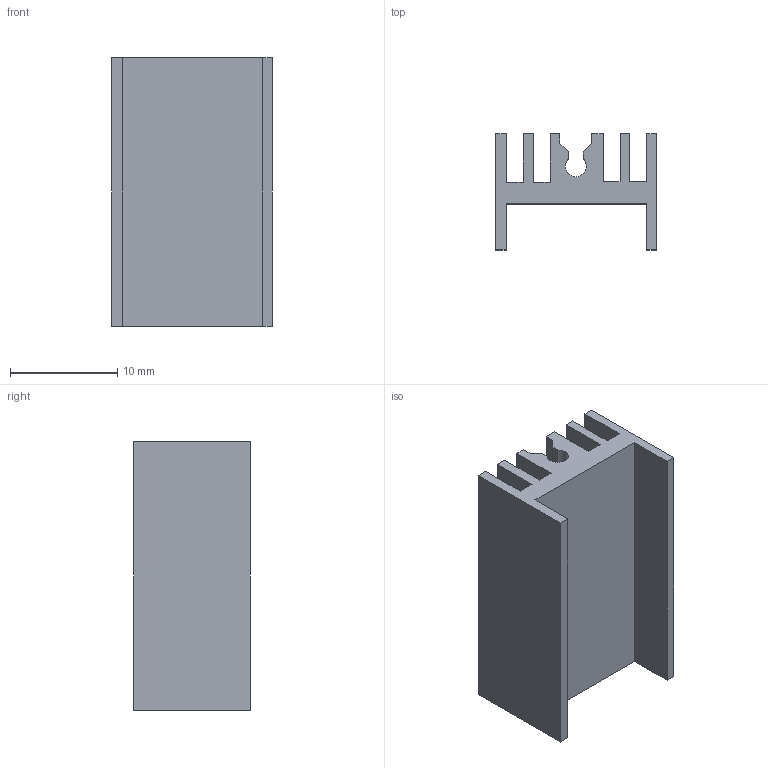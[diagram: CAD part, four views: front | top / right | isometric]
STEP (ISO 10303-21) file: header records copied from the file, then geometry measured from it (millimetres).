
FILE_DESCRIPTION(('STEP AP214'),'1');
FILE_NAME('Heatsink-15mmX10mmX25mm.stp','2021-04-20T19:18:45',(' '),(' '),'Spatial InterOp 3D',' ',' ');
FILE_SCHEMA(('AUTOMOTIVE_DESIGN { 1 0 10303 214 1 1 1 1 }'));
Length unit declared in the file: metre
Products named in the file (1): Solid
Bounding box: 14.99 x 10.85 x 25 mm (x, y, z)
Volume: 1734 mm3; surface area: 2727.1 mm2
Topology: 1 solids, 1 shells, 35 faces, 100 edges, 68 vertices
Faces by surface type: plane 33, cylinder 2
Entity records: 1161 total; most frequent: CARTESIAN_POINT 203, ORIENTED_EDGE 198, DIRECTION 178, EDGE_CURVE 99, LINE 96, VECTOR 96, VERTEX_POINT 66, AXIS2_PLACEMENT_3D 41
